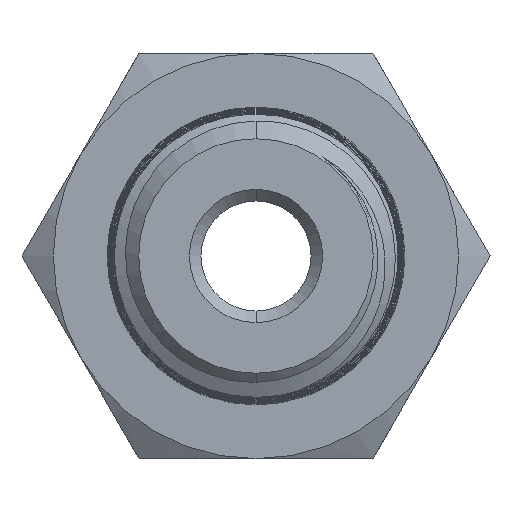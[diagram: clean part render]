
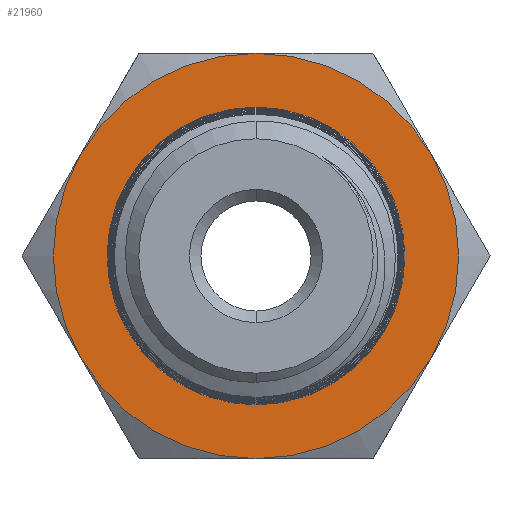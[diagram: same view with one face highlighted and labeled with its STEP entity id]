
A CAD part, front view. The second image highlights one B-rep face of the part: STEP entity #21960.
In plain terms, the highlighted planar face has unit normal (0, -1, 0).
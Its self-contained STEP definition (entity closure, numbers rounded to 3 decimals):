
#248 = EDGE_CURVE ( 'NONE', #34547, #33048, #19686, .T. ) ;
#310 = CARTESIAN_POINT ( 'NONE',  ( -6.062, 0., -3.5 ) ) ;
#1993 = EDGE_CURVE ( 'NONE', #38710, #19325, #31383, .T. ) ;
#2227 = CIRCLE ( 'NONE', #12815, 5.145 ) ;
#2597 = CARTESIAN_POINT ( 'NONE',  ( 0., 0., 0. ) ) ;
#3651 = CARTESIAN_POINT ( 'NONE',  ( 0., 0., 5.145 ) ) ;
#4286 = DIRECTION ( 'NONE',  ( 0., -1., 0. ) ) ;
#5184 = AXIS2_PLACEMENT_3D ( 'NONE', #28694, #9119, #31987 ) ;
#5418 = AXIS2_PLACEMENT_3D ( 'NONE', #21025, #27582, #8001 ) ;
#5900 = DIRECTION ( 'NONE',  ( 0., 0., 1. ) ) ;
#6113 = EDGE_CURVE ( 'NONE', #35434, #38710, #12902, .T. ) ;
#6170 = CIRCLE ( 'NONE', #36639, 7. ) ;
#7647 = CIRCLE ( 'NONE', #32456, 7. ) ;
#7804 = FACE_BOUND ( 'NONE', #39622, .T. ) ;
#8001 = DIRECTION ( 'NONE',  ( 0., 0., 1. ) ) ;
#8221 = CARTESIAN_POINT ( 'NONE',  ( 6.062, 0., -3.5 ) ) ;
#8672 = CARTESIAN_POINT ( 'NONE',  ( 0., 0., 0. ) ) ;
#8814 = CARTESIAN_POINT ( 'NONE',  ( 0., 0., 0. ) ) ;
#8976 = VERTEX_POINT ( 'NONE', #38402 ) ;
#9119 = DIRECTION ( 'NONE',  ( 0., 1., 0. ) ) ;
#10455 = ORIENTED_EDGE ( 'NONE', *, *, #15444, .F. ) ;
#11842 = EDGE_CURVE ( 'NONE', #8976, #33547, #27091, .T. ) ;
#11856 = EDGE_CURVE ( 'NONE', #33048, #35434, #7647, .T. ) ;
#11964 = DIRECTION ( 'NONE',  ( 0., 0., 1. ) ) ;
#12122 = DIRECTION ( 'NONE',  ( 0., 0., 1. ) ) ;
#12815 = AXIS2_PLACEMENT_3D ( 'NONE', #23890, #4286, #27167 ) ;
#12902 = CIRCLE ( 'NONE', #24455, 7. ) ;
#13031 = ORIENTED_EDGE ( 'NONE', *, *, #6113, .F. ) ;
#14171 = ORIENTED_EDGE ( 'NONE', *, *, #248, .F. ) ;
#15444 = EDGE_CURVE ( 'NONE', #19325, #25633, #33475, .T. ) ;
#15674 = DIRECTION ( 'NONE',  ( 0., 0., 1. ) ) ;
#16082 = AXIS2_PLACEMENT_3D ( 'NONE', #36545, #17009, #39819 ) ;
#17009 = DIRECTION ( 'NONE',  ( 0., 1., 0. ) ) ;
#17400 = DIRECTION ( 'NONE',  ( 0., 1., 0. ) ) ;
#17821 = AXIS2_PLACEMENT_3D ( 'NONE', #38773, #41337, #15674 ) ;
#19016 = EDGE_CURVE ( 'NONE', #33547, #8976, #2227, .T. ) ;
#19325 = VERTEX_POINT ( 'NONE', #21750 ) ;
#19686 = CIRCLE ( 'NONE', #17821, 7. ) ;
#21025 = CARTESIAN_POINT ( 'NONE',  ( 0., 0., 0. ) ) ;
#21565 = ORIENTED_EDGE ( 'NONE', *, *, #24651, .F. ) ;
#21750 = CARTESIAN_POINT ( 'NONE',  ( 0., 0., 7. ) ) ;
#21960 = ADVANCED_FACE ( 'NONE', ( #7804, #24169 ), #24296, .F. ) ;
#23396 = CARTESIAN_POINT ( 'NONE',  ( -6.062, 0., 3.5 ) ) ;
#23890 = CARTESIAN_POINT ( 'NONE',  ( 0., 0., 0. ) ) ;
#24169 = FACE_OUTER_BOUND ( 'NONE', #33542, .T. ) ;
#24296 = PLANE ( 'NONE',  #5418 ) ;
#24455 = AXIS2_PLACEMENT_3D ( 'NONE', #2597, #25477, #5900 ) ;
#24651 = EDGE_CURVE ( 'NONE', #25633, #34547, #6170, .T. ) ;
#25477 = DIRECTION ( 'NONE',  ( 0., 1., 0. ) ) ;
#25633 = VERTEX_POINT ( 'NONE', #26466 ) ;
#26466 = CARTESIAN_POINT ( 'NONE',  ( 6.062, 0., 3.5 ) ) ;
#27091 = CIRCLE ( 'NONE', #28070, 5.145 ) ;
#27167 = DIRECTION ( 'NONE',  ( 0., 0., 1. ) ) ;
#27582 = DIRECTION ( 'NONE',  ( 0., 1., 0. ) ) ;
#27844 = ORIENTED_EDGE ( 'NONE', *, *, #11842, .F. ) ;
#28070 = AXIS2_PLACEMENT_3D ( 'NONE', #8672, #31545, #11964 ) ;
#28694 = CARTESIAN_POINT ( 'NONE',  ( 0., 0., 0. ) ) ;
#30432 = ORIENTED_EDGE ( 'NONE', *, *, #19016, .F. ) ;
#31383 = CIRCLE ( 'NONE', #5184, 7. ) ;
#31545 = DIRECTION ( 'NONE',  ( 0., -1., 0. ) ) ;
#31689 = DIRECTION ( 'NONE',  ( 0., 1., 0. ) ) ;
#31987 = DIRECTION ( 'NONE',  ( 0., 0., 1. ) ) ;
#32456 = AXIS2_PLACEMENT_3D ( 'NONE', #8814, #31689, #12122 ) ;
#32752 = CARTESIAN_POINT ( 'NONE',  ( 0., 0., -7. ) ) ;
#33048 = VERTEX_POINT ( 'NONE', #32752 ) ;
#33475 = CIRCLE ( 'NONE', #16082, 7. ) ;
#33542 = EDGE_LOOP ( 'NONE', ( #14171, #21565, #10455, #34395, #13031, #40555 ) ) ;
#33547 = VERTEX_POINT ( 'NONE', #3651 ) ;
#34395 = ORIENTED_EDGE ( 'NONE', *, *, #1993, .F. ) ;
#34547 = VERTEX_POINT ( 'NONE', #8221 ) ;
#35434 = VERTEX_POINT ( 'NONE', #310 ) ;
#36545 = CARTESIAN_POINT ( 'NONE',  ( 0., 0., 0. ) ) ;
#36639 = AXIS2_PLACEMENT_3D ( 'NONE', #36931, #17400, #40208 ) ;
#36931 = CARTESIAN_POINT ( 'NONE',  ( 0., 0., 0. ) ) ;
#38402 = CARTESIAN_POINT ( 'NONE',  ( 0., 0., -5.145 ) ) ;
#38710 = VERTEX_POINT ( 'NONE', #23396 ) ;
#38773 = CARTESIAN_POINT ( 'NONE',  ( 0., 0., 0. ) ) ;
#39622 = EDGE_LOOP ( 'NONE', ( #30432, #27844 ) ) ;
#39819 = DIRECTION ( 'NONE',  ( 0., 0., 1. ) ) ;
#40208 = DIRECTION ( 'NONE',  ( 0., 0., 1. ) ) ;
#40555 = ORIENTED_EDGE ( 'NONE', *, *, #11856, .F. ) ;
#41337 = DIRECTION ( 'NONE',  ( 0., 1., 0. ) ) ;
